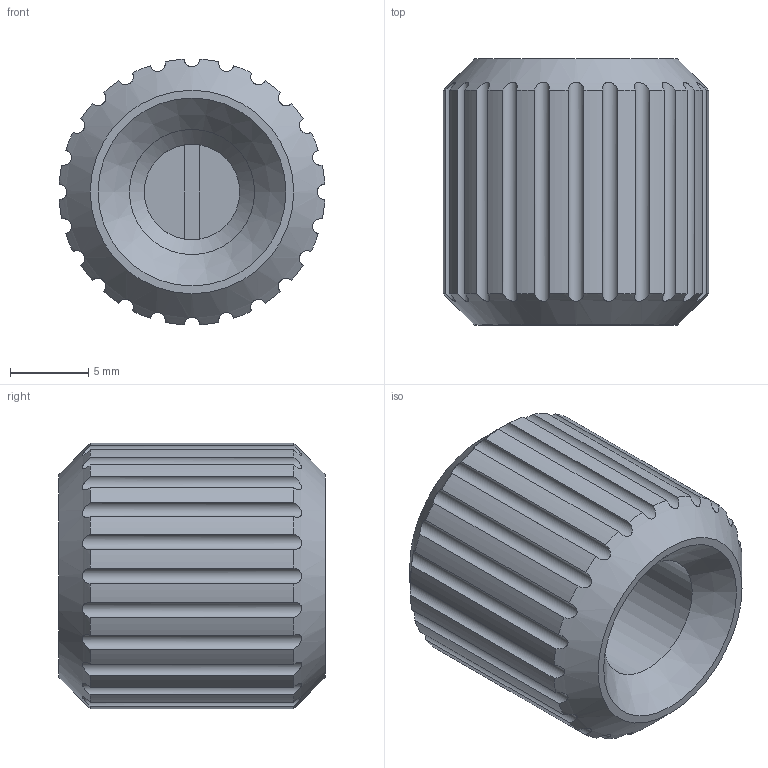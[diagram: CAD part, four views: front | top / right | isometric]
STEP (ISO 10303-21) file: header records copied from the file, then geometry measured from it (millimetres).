
FILE_DESCRIPTION(/* description */ (''),/* implementation_level */ '2;1');
FILE_NAME(/* name */ 'Shrimple20 Keypad Knob.step',/* time_stamp */ '2026-01-05T22:48:16-05:00',/* author */ (''),/* organization */ (''),/* preprocessor_version */ 'ST-DEVELOPER v20.1',/* originating_system */ 'Autodesk Translation Framework v14.21.0.0',/* authorisation */ '');
FILE_SCHEMA (('AUTOMOTIVE_DESIGN { 1 0 10303 214 3 1 1 }'));
Length unit declared in the file: millimetre
Products named in the file (1): Rotary Encoder Knob
Bounding box: 16.97 x 17 x 16.97 mm (x, y, z)
Volume: 2920.5 mm3; surface area: 1725.1 mm2
Topology: 1 solids, 1 shells, 62 faces, 171 edges, 112 vertices
Faces by surface type: cylinder 51, plane 7, cone 4
Full cylindrical faces by diameter (mm): 8 x1
Entity records: 2978 total; most frequent: CARTESIAN_POINT 1404, ORIENTED_EDGE 342, DIRECTION 307, EDGE_CURVE 171, AXIS2_PLACEMENT_3D 123, VERTEX_POINT 112, EDGE_LOOP 63, FACE_OUTER_BOUND 62
